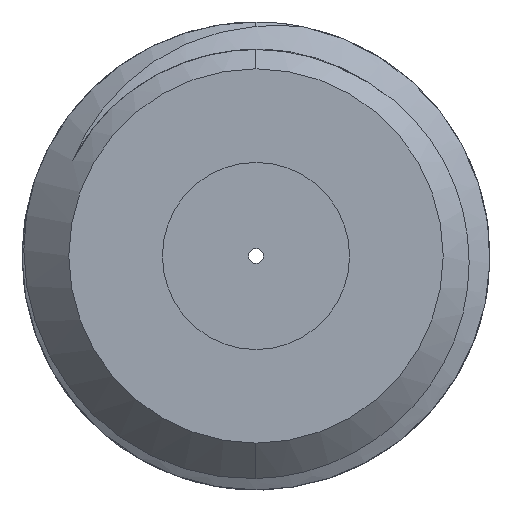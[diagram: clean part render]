
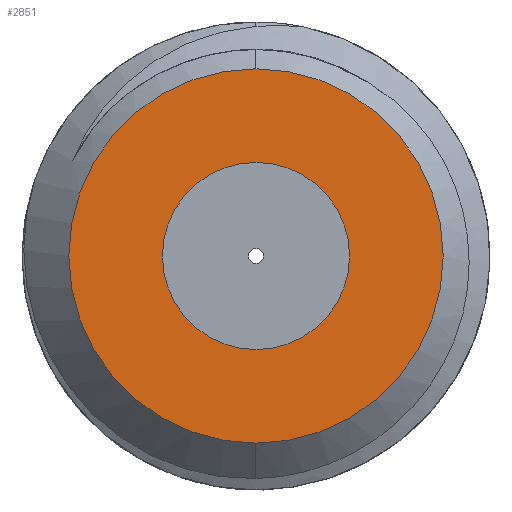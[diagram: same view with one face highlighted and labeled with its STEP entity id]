
A CAD part, front view. The second image highlights one B-rep face of the part: STEP entity #2851.
In plain terms, the highlighted face is planar.
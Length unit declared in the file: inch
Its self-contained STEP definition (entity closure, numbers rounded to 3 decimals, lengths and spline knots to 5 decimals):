
#74 = CIRCLE ( 'NONE', #2195, 0.125 ) ;
#77 = EDGE_LOOP ( 'NONE', ( #3567, #3226 ) ) ;
#694 = CARTESIAN_POINT ( 'NONE',  ( 0., 0.125, 0. ) ) ;
#965 = AXIS2_PLACEMENT_3D ( 'NONE', #4709, #5801, #6317 ) ;
#1023 = AXIS2_PLACEMENT_3D ( 'NONE', #1664, #4797, #2172 ) ;
#1216 = PLANE ( 'NONE',  #3896 ) ;
#1325 = CARTESIAN_POINT ( 'NONE',  ( 0., 0., 0.125 ) ) ;
#1664 = CARTESIAN_POINT ( 'NONE',  ( 0., 0., 0. ) ) ;
#1785 = EDGE_CURVE ( 'NONE', #6745, #3917, #1986, .T. ) ;
#1986 = CIRCLE ( 'NONE', #2746, 0.0625 ) ;
#2172 = DIRECTION ( 'NONE',  ( 0., 0., -1. ) ) ;
#2195 = AXIS2_PLACEMENT_3D ( 'NONE', #3783, #5302, #4306 ) ;
#2302 = CIRCLE ( 'NONE', #965, 0.125 ) ;
#2551 = FACE_OUTER_BOUND ( 'NONE', #4863, .T. ) ;
#2617 = CARTESIAN_POINT ( 'NONE',  ( 0., 0., -0.0625 ) ) ;
#2651 = DIRECTION ( 'NONE',  ( 1., 0., 0. ) ) ;
#2746 = AXIS2_PLACEMENT_3D ( 'NONE', #5771, #2651, #4222 ) ;
#2851 = ADVANCED_FACE ( 'NONE', ( #3781, #2551 ), #1216, .T. ) ;
#3165 = ORIENTED_EDGE ( 'NONE', *, *, #4103, .F. ) ;
#3215 = DIRECTION ( 'NONE',  ( 0., 0., 1. ) ) ;
#3226 = ORIENTED_EDGE ( 'NONE', *, *, #1785, .T. ) ;
#3331 = ORIENTED_EDGE ( 'NONE', *, *, #5531, .F. ) ;
#3567 = ORIENTED_EDGE ( 'NONE', *, *, #5585, .T. ) ;
#3658 = VERTEX_POINT ( 'NONE', #5123 ) ;
#3781 = FACE_BOUND ( 'NONE', #77, .T. ) ;
#3783 = CARTESIAN_POINT ( 'NONE',  ( 0., 0., 0. ) ) ;
#3896 = AXIS2_PLACEMENT_3D ( 'NONE', #694, #4245, #3215 ) ;
#3917 = VERTEX_POINT ( 'NONE', #2617 ) ;
#4103 = EDGE_CURVE ( 'NONE', #3658, #6006, #2302, .T. ) ;
#4222 = DIRECTION ( 'NONE',  ( 0., 0., -1. ) ) ;
#4245 = DIRECTION ( 'NONE',  ( -1., 0., 0. ) ) ;
#4306 = DIRECTION ( 'NONE',  ( 0., 0., -1. ) ) ;
#4709 = CARTESIAN_POINT ( 'NONE',  ( 0., 0., 0. ) ) ;
#4797 = DIRECTION ( 'NONE',  ( 1., 0., 0. ) ) ;
#4863 = EDGE_LOOP ( 'NONE', ( #3165, #3331 ) ) ;
#5047 = CIRCLE ( 'NONE', #1023, 0.0625 ) ;
#5104 = CARTESIAN_POINT ( 'NONE',  ( 0., 0., 0.0625 ) ) ;
#5123 = CARTESIAN_POINT ( 'NONE',  ( 0., 0., -0.125 ) ) ;
#5302 = DIRECTION ( 'NONE',  ( 1., 0., 0. ) ) ;
#5531 = EDGE_CURVE ( 'NONE', #6006, #3658, #74, .T. ) ;
#5585 = EDGE_CURVE ( 'NONE', #3917, #6745, #5047, .T. ) ;
#5771 = CARTESIAN_POINT ( 'NONE',  ( 0., 0., 0. ) ) ;
#5801 = DIRECTION ( 'NONE',  ( 1., 0., 0. ) ) ;
#6006 = VERTEX_POINT ( 'NONE', #1325 ) ;
#6317 = DIRECTION ( 'NONE',  ( 0., 0., -1. ) ) ;
#6745 = VERTEX_POINT ( 'NONE', #5104 ) ;
